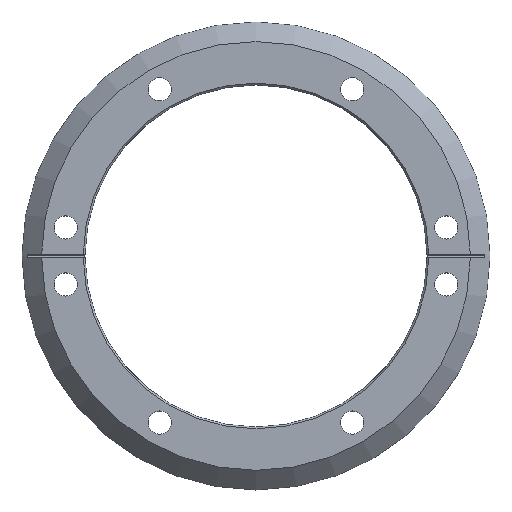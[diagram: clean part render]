
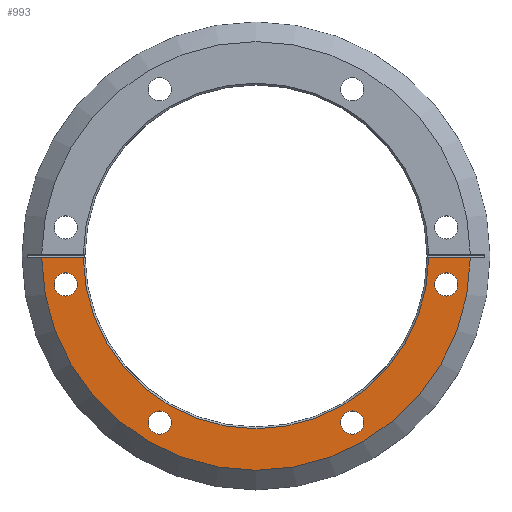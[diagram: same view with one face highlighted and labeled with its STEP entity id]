
A CAD part, top view. The second image highlights one B-rep face of the part: STEP entity #993.
In plain terms, the highlighted planar face has unit normal (0, 0, 1).
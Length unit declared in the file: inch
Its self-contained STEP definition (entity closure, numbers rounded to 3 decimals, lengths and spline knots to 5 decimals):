
#10 = CARTESIAN_POINT ( 'NONE',  ( -3.33776, -0.5, 0. ) ) ;
#36 = CARTESIAN_POINT ( 'NONE',  ( 0., 0., 0. ) ) ;
#55 = EDGE_CURVE ( 'NONE', #1004, #568, #607, .T. ) ;
#58 = AXIS2_PLACEMENT_3D ( 'NONE', #195, #516, #1505 ) ;
#68 = ORIENTED_EDGE ( 'NONE', *, *, #485, .T. ) ;
#90 = DIRECTION ( 'NONE',  ( 0., 0., -1. ) ) ;
#91 = CARTESIAN_POINT ( 'NONE',  ( -3.54088, -0.5, 0. ) ) ;
#99 = CARTESIAN_POINT ( 'NONE',  ( 3.03109, -0.03125, 0. ) ) ;
#134 = VERTEX_POINT ( 'NONE', #691 ) ;
#143 = CARTESIAN_POINT ( 'NONE',  ( 0., 0., 0. ) ) ;
#185 = CARTESIAN_POINT ( 'NONE',  ( 1.48437, -2.92284, 0. ) ) ;
#195 = CARTESIAN_POINT ( 'NONE',  ( -3.33776, -0.5, 0. ) ) ;
#208 = CIRCLE ( 'NONE', #1083, 3.03125 ) ;
#212 = EDGE_CURVE ( 'NONE', #746, #937, #278, .T. ) ;
#228 = CARTESIAN_POINT ( 'NONE',  ( -3.75987, -0.03125, 0. ) ) ;
#229 = ORIENTED_EDGE ( 'NONE', *, *, #412, .T. ) ;
#234 = LINE ( 'NONE', #1100, #582 ) ;
#238 = AXIS2_PLACEMENT_3D ( 'NONE', #623, #743, #903 ) ;
#239 = DIRECTION ( 'NONE',  ( 0., 0., -1. ) ) ;
#278 = CIRCLE ( 'NONE', #1390, 0.20312 ) ;
#317 = EDGE_LOOP ( 'NONE', ( #1067, #950 ) ) ;
#321 = DIRECTION ( 'NONE',  ( 1., 0., 0. ) ) ;
#331 = CIRCLE ( 'NONE', #58, 0.20312 ) ;
#334 = CIRCLE ( 'NONE', #1542, 0.20312 ) ;
#336 = FACE_BOUND ( 'NONE', #1140, .T. ) ;
#383 = DIRECTION ( 'NONE',  ( 0., 0., -1. ) ) ;
#412 = EDGE_CURVE ( 'NONE', #919, #568, #208, .T. ) ;
#420 = CARTESIAN_POINT ( 'NONE',  ( 3.54088, -0.5, 0. ) ) ;
#437 = ORIENTED_EDGE ( 'NONE', *, *, #1307, .T. ) ;
#451 = AXIS2_PLACEMENT_3D ( 'NONE', #36, #1111, #1474 ) ;
#453 = FACE_BOUND ( 'NONE', #1434, .T. ) ;
#454 = EDGE_CURVE ( 'NONE', #1004, #1315, #1468, .T. ) ;
#461 = AXIS2_PLACEMENT_3D ( 'NONE', #935, #1543, #1529 ) ;
#463 = FACE_BOUND ( 'NONE', #317, .T. ) ;
#468 = DIRECTION ( 'NONE',  ( 1., 0., 0. ) ) ;
#484 = DIRECTION ( 'NONE',  ( 0., 0., -1. ) ) ;
#485 = EDGE_CURVE ( 'NONE', #134, #846, #334, .T. ) ;
#492 = CARTESIAN_POINT ( 'NONE',  ( -1.6875, -2.92284, 0. ) ) ;
#496 = VERTEX_POINT ( 'NONE', #1034 ) ;
#506 = CARTESIAN_POINT ( 'NONE',  ( -3.13463, -0.5, 0. ) ) ;
#516 = DIRECTION ( 'NONE',  ( 0., 0., -1. ) ) ;
#549 = AXIS2_PLACEMENT_3D ( 'NONE', #849, #239, #468 ) ;
#551 = VECTOR ( 'NONE', #659, 39.37008 ) ;
#552 = ORIENTED_EDGE ( 'NONE', *, *, #682, .T. ) ;
#568 = VERTEX_POINT ( 'NONE', #1274 ) ;
#577 = DIRECTION ( 'NONE',  ( 1., 0., 0. ) ) ;
#582 = VECTOR ( 'NONE', #1551, 39.37008 ) ;
#607 = LINE ( 'NONE', #976, #551 ) ;
#623 = CARTESIAN_POINT ( 'NONE',  ( 1.6875, -2.92284, 0. ) ) ;
#645 = VERTEX_POINT ( 'NONE', #718 ) ;
#652 = CIRCLE ( 'NONE', #1060, 0.20313 ) ;
#659 = DIRECTION ( 'NONE',  ( 1., 0., 0. ) ) ;
#666 = DIRECTION ( 'NONE',  ( 0., 0., -1. ) ) ;
#675 = EDGE_CURVE ( 'NONE', #496, #825, #652, .T. ) ;
#682 = EDGE_CURVE ( 'NONE', #846, #134, #1239, .T. ) ;
#688 = ORIENTED_EDGE ( 'NONE', *, *, #454, .T. ) ;
#691 = CARTESIAN_POINT ( 'NONE',  ( 3.13463, -0.5, 0. ) ) ;
#710 = EDGE_CURVE ( 'NONE', #825, #496, #953, .T. ) ;
#718 = CARTESIAN_POINT ( 'NONE',  ( 1.89062, -2.92284, 0. ) ) ;
#719 = DIRECTION ( 'NONE',  ( 0., 0., -1. ) ) ;
#739 = CARTESIAN_POINT ( 'NONE',  ( -1.6875, -2.92284, 0. ) ) ;
#743 = DIRECTION ( 'NONE',  ( 0., 0., -1. ) ) ;
#746 = VERTEX_POINT ( 'NONE', #506 ) ;
#757 = ORIENTED_EDGE ( 'NONE', *, *, #675, .T. ) ;
#800 = EDGE_CURVE ( 'NONE', #937, #746, #331, .T. ) ;
#825 = VERTEX_POINT ( 'NONE', #886 ) ;
#830 = EDGE_LOOP ( 'NONE', ( #688, #1205, #229, #1208 ) ) ;
#831 = DIRECTION ( 'NONE',  ( 0., 0., -1. ) ) ;
#835 = CIRCLE ( 'NONE', #1403, 0.20313 ) ;
#846 = VERTEX_POINT ( 'NONE', #420 ) ;
#849 = CARTESIAN_POINT ( 'NONE',  ( 3.33776, -0.5, 0. ) ) ;
#864 = CIRCLE ( 'NONE', #238, 0.20313 ) ;
#886 = CARTESIAN_POINT ( 'NONE',  ( -1.48437, -2.92284, 0. ) ) ;
#903 = DIRECTION ( 'NONE',  ( 1., 0., 0. ) ) ;
#919 = VERTEX_POINT ( 'NONE', #99 ) ;
#935 = CARTESIAN_POINT ( 'NONE',  ( 0., 3., 0. ) ) ;
#937 = VERTEX_POINT ( 'NONE', #91 ) ;
#950 = ORIENTED_EDGE ( 'NONE', *, *, #800, .T. ) ;
#953 = CIRCLE ( 'NONE', #1265, 0.20313 ) ;
#976 = CARTESIAN_POINT ( 'NONE',  ( -4.105, -0.03125, 0. ) ) ;
#993 = ADVANCED_FACE ( 'NONE', ( #463, #1419, #453, #336, #1404 ), #1310, .F. ) ;
#1004 = VERTEX_POINT ( 'NONE', #228 ) ;
#1018 = CARTESIAN_POINT ( 'NONE',  ( 3.33776, -0.5, 0. ) ) ;
#1034 = CARTESIAN_POINT ( 'NONE',  ( -1.89062, -2.92284, 0. ) ) ;
#1060 = AXIS2_PLACEMENT_3D ( 'NONE', #739, #484, #1235 ) ;
#1067 = ORIENTED_EDGE ( 'NONE', *, *, #212, .T. ) ;
#1083 = AXIS2_PLACEMENT_3D ( 'NONE', #143, #383, #1483 ) ;
#1100 = CARTESIAN_POINT ( 'NONE',  ( -4.105, -0.03125, 0. ) ) ;
#1111 = DIRECTION ( 'NONE',  ( 0., 0., 1. ) ) ;
#1140 = EDGE_LOOP ( 'NONE', ( #1484, #757 ) ) ;
#1150 = CARTESIAN_POINT ( 'NONE',  ( 1.6875, -2.92284, 0. ) ) ;
#1156 = EDGE_CURVE ( 'NONE', #645, #1166, #864, .T. ) ;
#1166 = VERTEX_POINT ( 'NONE', #185 ) ;
#1167 = CARTESIAN_POINT ( 'NONE',  ( 3.75987, -0.03125, 0. ) ) ;
#1205 = ORIENTED_EDGE ( 'NONE', *, *, #1519, .F. ) ;
#1208 = ORIENTED_EDGE ( 'NONE', *, *, #55, .F. ) ;
#1215 = EDGE_LOOP ( 'NONE', ( #1508, #437 ) ) ;
#1235 = DIRECTION ( 'NONE',  ( 1., 0., 0. ) ) ;
#1239 = CIRCLE ( 'NONE', #549, 0.20312 ) ;
#1265 = AXIS2_PLACEMENT_3D ( 'NONE', #492, #831, #1319 ) ;
#1271 = DIRECTION ( 'NONE',  ( 1., 0., 0. ) ) ;
#1274 = CARTESIAN_POINT ( 'NONE',  ( -3.03109, -0.03125, 0. ) ) ;
#1307 = EDGE_CURVE ( 'NONE', #1166, #645, #835, .T. ) ;
#1310 = PLANE ( 'NONE',  #461 ) ;
#1315 = VERTEX_POINT ( 'NONE', #1167 ) ;
#1319 = DIRECTION ( 'NONE',  ( 1., 0., 0. ) ) ;
#1390 = AXIS2_PLACEMENT_3D ( 'NONE', #10, #719, #577 ) ;
#1403 = AXIS2_PLACEMENT_3D ( 'NONE', #1150, #90, #1271 ) ;
#1404 = FACE_OUTER_BOUND ( 'NONE', #830, .T. ) ;
#1419 = FACE_BOUND ( 'NONE', #1215, .T. ) ;
#1434 = EDGE_LOOP ( 'NONE', ( #552, #68 ) ) ;
#1468 = CIRCLE ( 'NONE', #451, 3.76 ) ;
#1474 = DIRECTION ( 'NONE',  ( 1., 0., 0. ) ) ;
#1483 = DIRECTION ( 'NONE',  ( -1., 0., 0. ) ) ;
#1484 = ORIENTED_EDGE ( 'NONE', *, *, #710, .T. ) ;
#1505 = DIRECTION ( 'NONE',  ( 1., 0., 0. ) ) ;
#1508 = ORIENTED_EDGE ( 'NONE', *, *, #1156, .T. ) ;
#1519 = EDGE_CURVE ( 'NONE', #919, #1315, #234, .T. ) ;
#1529 = DIRECTION ( 'NONE',  ( -1., 0., 0. ) ) ;
#1542 = AXIS2_PLACEMENT_3D ( 'NONE', #1018, #666, #321 ) ;
#1543 = DIRECTION ( 'NONE',  ( 0., 0., -1. ) ) ;
#1551 = DIRECTION ( 'NONE',  ( 1., 0., 0. ) ) ;
